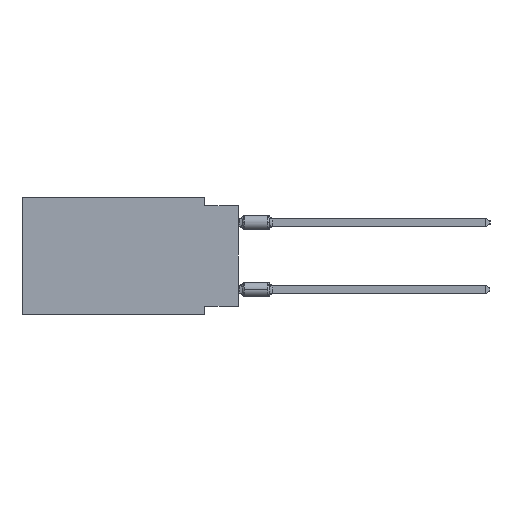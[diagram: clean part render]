
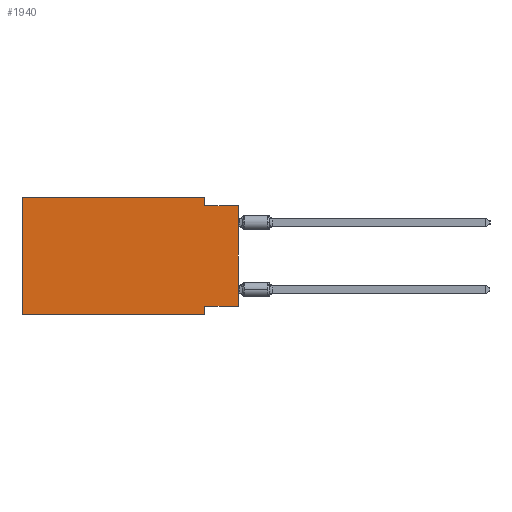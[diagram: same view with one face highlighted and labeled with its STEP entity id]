
A CAD part, left-side view. The second image highlights one B-rep face of the part: STEP entity #1940.
In plain terms, the highlighted planar face has unit normal (-1, 0, 0).
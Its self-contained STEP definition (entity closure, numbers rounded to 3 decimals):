
#120 = VERTEX_POINT ( 'NONE', #25586 ) ;
#937 = CARTESIAN_POINT ( 'NONE',  ( 0., 16.383, -8.89 ) ) ;
#969 = ORIENTED_EDGE ( 'NONE', *, *, #2658, .F. ) ;
#1016 = CARTESIAN_POINT ( 'NONE',  ( 0., 2.54, 0. ) ) ;
#1940 = ADVANCED_FACE ( 'NONE', ( #8087 ), #10867, .F. ) ;
#2333 = VERTEX_POINT ( 'NONE', #12829 ) ;
#2658 = EDGE_CURVE ( 'NONE', #28923, #120, #16668, .T. ) ;
#2728 = EDGE_CURVE ( 'NONE', #5294, #16316, #16517, .T. ) ;
#2931 = ORIENTED_EDGE ( 'NONE', *, *, #17331, .T. ) ;
#4441 = LINE ( 'NONE', #20327, #11120 ) ;
#4563 = DIRECTION ( 'NONE',  ( 0., -1., 0. ) ) ;
#5110 = EDGE_LOOP ( 'NONE', ( #22806, #15593, #8944, #6190, #969, #2931, #13558, #28609 ) ) ;
#5210 = VECTOR ( 'NONE', #4563, 1000. ) ;
#5294 = VERTEX_POINT ( 'NONE', #20691 ) ;
#6163 = LINE ( 'NONE', #7870, #12144 ) ;
#6190 = ORIENTED_EDGE ( 'NONE', *, *, #17725, .F. ) ;
#6203 = CARTESIAN_POINT ( 'NONE',  ( 0., 2.54, 0. ) ) ;
#7031 = CARTESIAN_POINT ( 'NONE',  ( 0., 0., -0.635 ) ) ;
#7555 = CARTESIAN_POINT ( 'NONE',  ( 0., 16.383, 0. ) ) ;
#7708 = DIRECTION ( 'NONE',  ( 0., 0., -1. ) ) ;
#7870 = CARTESIAN_POINT ( 'NONE',  ( 0., 0., -8.255 ) ) ;
#8087 = FACE_OUTER_BOUND ( 'NONE', #5110, .T. ) ;
#8944 = ORIENTED_EDGE ( 'NONE', *, *, #20637, .F. ) ;
#9036 = LINE ( 'NONE', #7031, #5210 ) ;
#9724 = DIRECTION ( 'NONE',  ( 0., 0., 1. ) ) ;
#10444 = CARTESIAN_POINT ( 'NONE',  ( 0., 0., -8.255 ) ) ;
#10684 = DIRECTION ( 'NONE',  ( 0., 0., -1. ) ) ;
#10867 = PLANE ( 'NONE',  #26257 ) ;
#11120 = VECTOR ( 'NONE', #25576, 1000. ) ;
#12144 = VECTOR ( 'NONE', #12939, 1000. ) ;
#12605 = VECTOR ( 'NONE', #10684, 1000. ) ;
#12829 = CARTESIAN_POINT ( 'NONE',  ( 0., 0., -0.635 ) ) ;
#12939 = DIRECTION ( 'NONE',  ( 0., 1., 0. ) ) ;
#13045 = VECTOR ( 'NONE', #20975, 1000. ) ;
#13558 = ORIENTED_EDGE ( 'NONE', *, *, #2728, .F. ) ;
#14289 = VERTEX_POINT ( 'NONE', #29662 ) ;
#15593 = ORIENTED_EDGE ( 'NONE', *, *, #19808, .F. ) ;
#16316 = VERTEX_POINT ( 'NONE', #16796 ) ;
#16517 = LINE ( 'NONE', #25942, #29753 ) ;
#16668 = LINE ( 'NONE', #7555, #19382 ) ;
#16796 = CARTESIAN_POINT ( 'NONE',  ( 0., 2.54, -8.89 ) ) ;
#17331 = EDGE_CURVE ( 'NONE', #28923, #16316, #25460, .T. ) ;
#17725 = EDGE_CURVE ( 'NONE', #120, #25336, #4441, .T. ) ;
#17818 = CARTESIAN_POINT ( 'NONE',  ( 0., 0., 0. ) ) ;
#17960 = LINE ( 'NONE', #17818, #22466 ) ;
#19382 = VECTOR ( 'NONE', #9724, 1000. ) ;
#19808 = EDGE_CURVE ( 'NONE', #14289, #2333, #9036, .T. ) ;
#20327 = CARTESIAN_POINT ( 'NONE',  ( 0., 16.383, 0. ) ) ;
#20637 = EDGE_CURVE ( 'NONE', #25336, #14289, #22243, .T. ) ;
#20691 = CARTESIAN_POINT ( 'NONE',  ( 0., 2.54, -8.255 ) ) ;
#20975 = DIRECTION ( 'NONE',  ( 0., -1., 0. ) ) ;
#20997 = EDGE_CURVE ( 'NONE', #23772, #5294, #6163, .T. ) ;
#22243 = LINE ( 'NONE', #6203, #12605 ) ;
#22466 = VECTOR ( 'NONE', #27093, 1000. ) ;
#22735 = DIRECTION ( 'NONE',  ( 1., 0., 0. ) ) ;
#22806 = ORIENTED_EDGE ( 'NONE', *, *, #26626, .T. ) ;
#23140 = CARTESIAN_POINT ( 'NONE',  ( 0., 16.383, -8.89 ) ) ;
#23772 = VERTEX_POINT ( 'NONE', #10444 ) ;
#24899 = DIRECTION ( 'NONE',  ( 0., 0., -1. ) ) ;
#25336 = VERTEX_POINT ( 'NONE', #1016 ) ;
#25460 = LINE ( 'NONE', #23140, #13045 ) ;
#25576 = DIRECTION ( 'NONE',  ( 0., -1., 0. ) ) ;
#25586 = CARTESIAN_POINT ( 'NONE',  ( 0., 16.383, 0. ) ) ;
#25942 = CARTESIAN_POINT ( 'NONE',  ( 0., 2.54, -8.89 ) ) ;
#26257 = AXIS2_PLACEMENT_3D ( 'NONE', #27079, #22735, #24899 ) ;
#26626 = EDGE_CURVE ( 'NONE', #23772, #2333, #17960, .T. ) ;
#27079 = CARTESIAN_POINT ( 'NONE',  ( 0., 16.383, 0. ) ) ;
#27093 = DIRECTION ( 'NONE',  ( 0., 0., 1. ) ) ;
#28609 = ORIENTED_EDGE ( 'NONE', *, *, #20997, .F. ) ;
#28923 = VERTEX_POINT ( 'NONE', #937 ) ;
#29662 = CARTESIAN_POINT ( 'NONE',  ( 0., 2.54, -0.635 ) ) ;
#29753 = VECTOR ( 'NONE', #7708, 1000. ) ;
